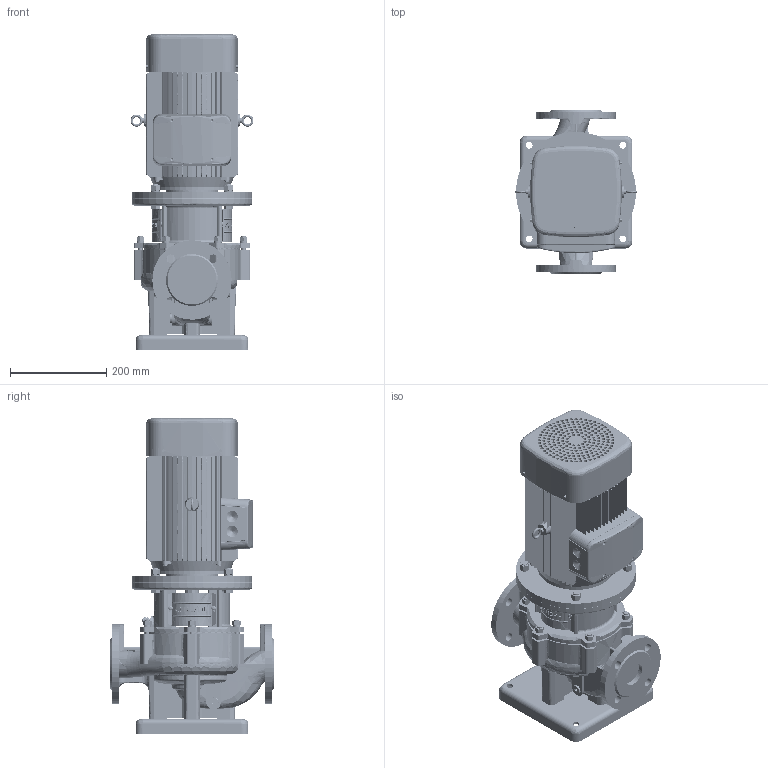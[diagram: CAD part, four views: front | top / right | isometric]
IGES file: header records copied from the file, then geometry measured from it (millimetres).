
Global section: file name: 015P2011 (RV 50-2902); native system: AutoCAD 2021 — Русский (Russian),62HAutod; preprocessor: esk Translation Framework DWG producer (atf_dwg_producer); organization: unknown; date: 20230328.212447; units: millimetre
Bounding box: 255.9 x 340 x 656.5 mm (x, y, z)
Volume: 17004080.6 mm3; surface area: 1543284.2 mm2
Topology: 52 solids, 53 shells, 4032 faces, 11819 edges, 8403 vertices
Faces by surface type: bspline 3934, revolution 98
